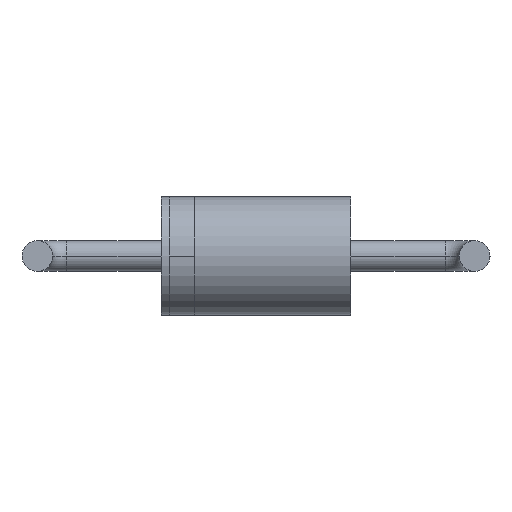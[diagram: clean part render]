
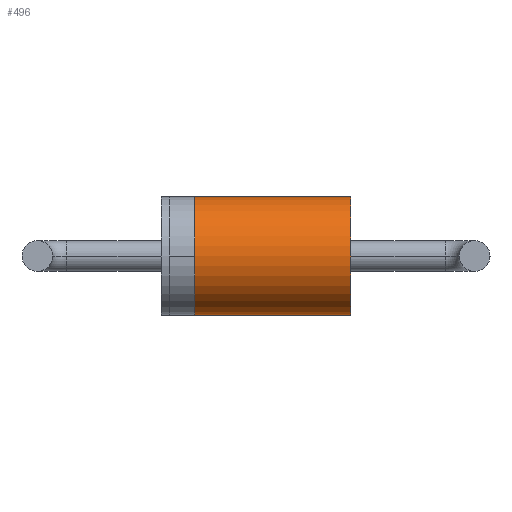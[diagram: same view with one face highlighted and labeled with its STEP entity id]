
A CAD part, front view. The second image highlights one B-rep face of the part: STEP entity #496.
In plain terms, the highlighted cylindrical face has radius 1.4 mm (diameter 2.8 mm), a partial arc.
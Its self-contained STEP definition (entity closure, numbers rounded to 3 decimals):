
#23 = FACE_OUTER_BOUND ( 'NONE', #232, .T. ) ;
#46 = VECTOR ( 'NONE', #575, 1000. ) ;
#53 = DIRECTION ( 'NONE',  ( 1., 0., 0. ) ) ;
#78 = AXIS2_PLACEMENT_3D ( 'NONE', #503, #724, #206 ) ;
#81 = CYLINDRICAL_SURFACE ( 'NONE', #78, 1.4 ) ;
#90 = EDGE_CURVE ( 'NONE', #608, #528, #512, .T. ) ;
#91 = DIRECTION ( 'NONE',  ( 1., 0., 0. ) ) ;
#96 = DIRECTION ( 'NONE',  ( 0., 1., 0. ) ) ;
#151 = ORIENTED_EDGE ( 'NONE', *, *, #90, .T. ) ;
#157 = AXIS2_PLACEMENT_3D ( 'NONE', #617, #91, #96 ) ;
#164 = CARTESIAN_POINT ( 'NONE',  ( 2.25, 1.4, -1.4 ) ) ;
#174 = DIRECTION ( 'NONE',  ( -1., 0., 0. ) ) ;
#180 = EDGE_CURVE ( 'NONE', #406, #608, #448, .T. ) ;
#193 = CARTESIAN_POINT ( 'NONE',  ( 2.25, 1.4, 1.4 ) ) ;
#206 = DIRECTION ( 'NONE',  ( 0., 0., 1. ) ) ;
#232 = EDGE_LOOP ( 'NONE', ( #505, #595, #326, #151 ) ) ;
#242 = LINE ( 'NONE', #476, #679 ) ;
#281 = CARTESIAN_POINT ( 'NONE',  ( -1.45, 1.4, -1.4 ) ) ;
#286 = AXIS2_PLACEMENT_3D ( 'NONE', #465, #53, #416 ) ;
#326 = ORIENTED_EDGE ( 'NONE', *, *, #180, .T. ) ;
#361 = EDGE_CURVE ( 'NONE', #578, #528, #242, .T. ) ;
#406 = VERTEX_POINT ( 'NONE', #193 ) ;
#416 = DIRECTION ( 'NONE',  ( 0., 0., -1. ) ) ;
#448 = LINE ( 'NONE', #626, #46 ) ;
#465 = CARTESIAN_POINT ( 'NONE',  ( 2.25, 1.4, 0. ) ) ;
#476 = CARTESIAN_POINT ( 'NONE',  ( 2.25, 1.4, -1.4 ) ) ;
#496 = ADVANCED_FACE ( 'NONE', ( #23 ), #81, .T. ) ;
#503 = CARTESIAN_POINT ( 'NONE',  ( 2.25, 1.4, 0. ) ) ;
#505 = ORIENTED_EDGE ( 'NONE', *, *, #361, .F. ) ;
#512 = CIRCLE ( 'NONE', #157, 1.4 ) ;
#527 = CARTESIAN_POINT ( 'NONE',  ( -1.45, 1.4, 1.4 ) ) ;
#528 = VERTEX_POINT ( 'NONE', #281 ) ;
#575 = DIRECTION ( 'NONE',  ( -1., 0., 0. ) ) ;
#576 = EDGE_CURVE ( 'NONE', #406, #578, #616, .T. ) ;
#578 = VERTEX_POINT ( 'NONE', #164 ) ;
#595 = ORIENTED_EDGE ( 'NONE', *, *, #576, .F. ) ;
#608 = VERTEX_POINT ( 'NONE', #527 ) ;
#616 = CIRCLE ( 'NONE', #286, 1.4 ) ;
#617 = CARTESIAN_POINT ( 'NONE',  ( -1.45, 1.4, 0. ) ) ;
#626 = CARTESIAN_POINT ( 'NONE',  ( 2.25, 1.4, 1.4 ) ) ;
#679 = VECTOR ( 'NONE', #174, 1000. ) ;
#724 = DIRECTION ( 'NONE',  ( -1., 0., 0. ) ) ;
